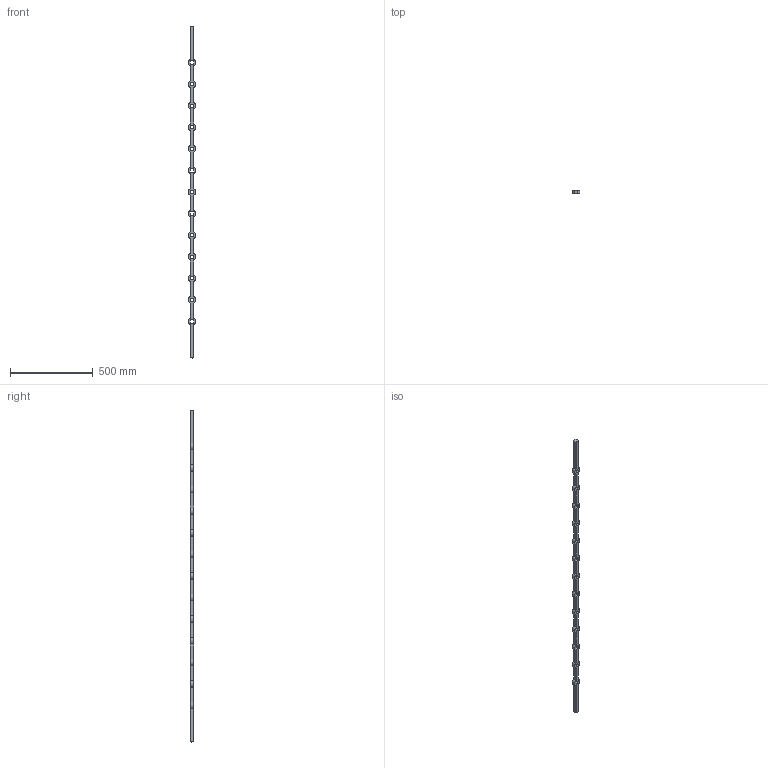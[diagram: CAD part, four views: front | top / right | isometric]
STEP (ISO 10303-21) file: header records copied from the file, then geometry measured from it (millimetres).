
FILE_DESCRIPTION (( 'STEP AP203' ), '1' );
FILE_NAME ('42-A-8.step', '2022-05-02T13:04:51', ( '' ), ( '' ), 'SwSTEP 2.0', 'SolidWorks 2018', '' );
FILE_SCHEMA (( 'CONFIG_CONTROL_DESIGN' ));
Length unit declared in the file: millimetre
Products named in the file (1): 42-A-8
Bounding box: 43.84 x 20 x 2000 mm (x, y, z)
Volume: 870680.3 mm3; surface area: 193442.2 mm2
Topology: 1 solids, 1 shells, 337 faces, 939 edges, 626 vertices
Faces by surface type: plane 220, bspline 91, cylinder 26
Entity records: 14792 total; most frequent: CARTESIAN_POINT 6578, ORIENTED_EDGE 1878, DIRECTION 1303, EDGE_CURVE 939, LINE 705, VECTOR 705, VERTEX_POINT 626, EDGE_LOOP 385
